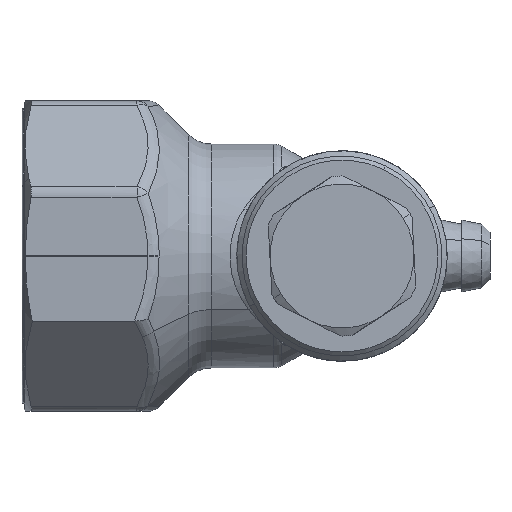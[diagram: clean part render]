
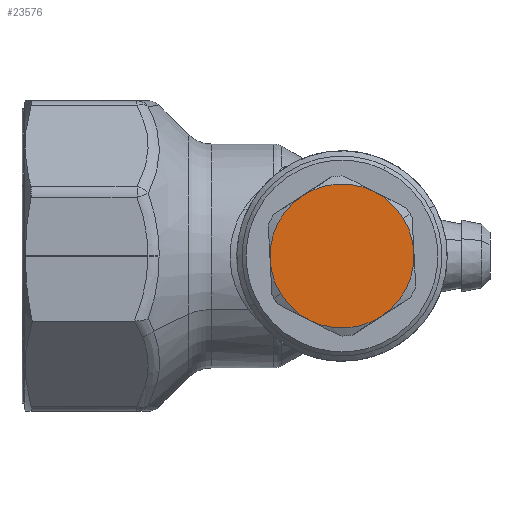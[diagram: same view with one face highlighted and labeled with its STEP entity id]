
A CAD part, left-side view. The second image highlights one B-rep face of the part: STEP entity #23576.
In plain terms, the highlighted planar face has unit normal (-1, 0, 0).
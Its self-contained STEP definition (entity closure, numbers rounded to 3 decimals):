
#23110=CARTESIAN_POINT('Vertex',(-34.3,8.987,-0.475)) ;
#23173=CARTESIAN_POINT('Vertex',(-34.3,4.905,7.546)) ;
#23255=CARTESIAN_POINT('Vertex',(-34.3,-4.082,8.021)) ;
#23326=CARTESIAN_POINT('Vertex',(-34.3,-8.987,0.475)) ;
#23389=CARTESIAN_POINT('Vertex',(-34.3,-4.905,-7.546)) ;
#23471=CARTESIAN_POINT('Vertex',(-34.3,4.082,-8.021)) ;
#23498=CARTESIAN_POINT('Axis2P3D Location',(-34.3,0.,0.)) ;
#23502=CARTESIAN_POINT('Vertex',(-34.3,7.659,-4.726)) ;
#23517=CARTESIAN_POINT('Axis2P3D Location',(-34.3,0.,0.)) ;
#23529=CARTESIAN_POINT('Axis2P3D Location',(-34.3,0.,0.)) ;
#23534=CARTESIAN_POINT('Axis2P3D Location',(-34.3,0.,0.)) ;
#23539=CARTESIAN_POINT('Axis2P3D Location',(-34.3,0.,0.)) ;
#23544=CARTESIAN_POINT('Axis2P3D Location',(-34.3,0.,0.)) ;
#23548=CARTESIAN_POINT('Vertex',(-34.3,-7.659,4.726)) ;
#23551=CARTESIAN_POINT('Axis2P3D Location',(-34.3,0.,0.)) ;
#23556=CARTESIAN_POINT('Axis2P3D Location',(-34.3,0.,0.)) ;
#23561=CARTESIAN_POINT('Axis2P3D Location',(-34.3,0.,0.)) ;
#23499=DIRECTION('Axis2P3D Direction',(1.,0.,0.)) ;
#23518=DIRECTION('Axis2P3D Direction',(1.,0.,0.)) ;
#23530=DIRECTION('Axis2P3D Direction',(1.,0.,0.)) ;
#23531=DIRECTION('Axis2P3D XDirection',(0.,-0.053,-0.999)) ;
#23535=DIRECTION('Axis2P3D Direction',(1.,0.,0.)) ;
#23540=DIRECTION('Axis2P3D Direction',(1.,0.,0.)) ;
#23545=DIRECTION('Axis2P3D Direction',(1.,0.,0.)) ;
#23552=DIRECTION('Axis2P3D Direction',(1.,0.,0.)) ;
#23557=DIRECTION('Axis2P3D Direction',(1.,0.,0.)) ;
#23562=DIRECTION('Axis2P3D Direction',(1.,0.,0.)) ;
#23500=AXIS2_PLACEMENT_3D('Circle Axis2P3D',#23498,#23499,$) ;
#23519=AXIS2_PLACEMENT_3D('Circle Axis2P3D',#23517,#23518,$) ;
#23532=AXIS2_PLACEMENT_3D('Plane Axis2P3D',#23529,#23530,#23531) ;
#23536=AXIS2_PLACEMENT_3D('Circle Axis2P3D',#23534,#23535,$) ;
#23541=AXIS2_PLACEMENT_3D('Circle Axis2P3D',#23539,#23540,$) ;
#23546=AXIS2_PLACEMENT_3D('Circle Axis2P3D',#23544,#23545,$) ;
#23553=AXIS2_PLACEMENT_3D('Circle Axis2P3D',#23551,#23552,$) ;
#23558=AXIS2_PLACEMENT_3D('Circle Axis2P3D',#23556,#23557,$) ;
#23563=AXIS2_PLACEMENT_3D('Circle Axis2P3D',#23561,#23562,$) ;
#23501=CIRCLE('generated circle',#23500,9.) ;
#23520=CIRCLE('generated circle',#23519,9.) ;
#23537=CIRCLE('generated circle',#23536,9.) ;
#23542=CIRCLE('generated circle',#23541,9.) ;
#23547=CIRCLE('generated circle',#23546,9.) ;
#23554=CIRCLE('generated circle',#23553,9.) ;
#23559=CIRCLE('generated circle',#23558,9.) ;
#23564=CIRCLE('generated circle',#23563,9.) ;
#23533=PLANE('',#23532) ;
#23504=EDGE_CURVE('',#23503,#23472,#23501,.F.) ;
#23521=EDGE_CURVE('',#23111,#23503,#23520,.F.) ;
#23538=EDGE_CURVE('',#23472,#23390,#23537,.F.) ;
#23543=EDGE_CURVE('',#23390,#23327,#23542,.F.) ;
#23550=EDGE_CURVE('',#23327,#23549,#23547,.F.) ;
#23555=EDGE_CURVE('',#23549,#23256,#23554,.F.) ;
#23560=EDGE_CURVE('',#23256,#23174,#23559,.F.) ;
#23565=EDGE_CURVE('',#23174,#23111,#23564,.F.) ;
#23567=ORIENTED_EDGE('',*,*,#23538,.T.) ;
#23568=ORIENTED_EDGE('',*,*,#23543,.T.) ;
#23569=ORIENTED_EDGE('',*,*,#23550,.T.) ;
#23570=ORIENTED_EDGE('',*,*,#23555,.T.) ;
#23571=ORIENTED_EDGE('',*,*,#23560,.T.) ;
#23572=ORIENTED_EDGE('',*,*,#23565,.T.) ;
#23573=ORIENTED_EDGE('',*,*,#23521,.T.) ;
#23574=ORIENTED_EDGE('',*,*,#23504,.T.) ;
#23566=EDGE_LOOP('',(#23567,#23568,#23569,#23570,#23571,#23572,#23573,#23574)) ;
#23111=VERTEX_POINT('',#23110) ;
#23174=VERTEX_POINT('',#23173) ;
#23256=VERTEX_POINT('',#23255) ;
#23327=VERTEX_POINT('',#23326) ;
#23390=VERTEX_POINT('',#23389) ;
#23472=VERTEX_POINT('',#23471) ;
#23503=VERTEX_POINT('',#23502) ;
#23549=VERTEX_POINT('',#23548) ;
#23576=ADVANCED_FACE('PartBody',(#23575),#23533,.F.) ;
#23575=FACE_OUTER_BOUND('',#23566,.T.) ;
